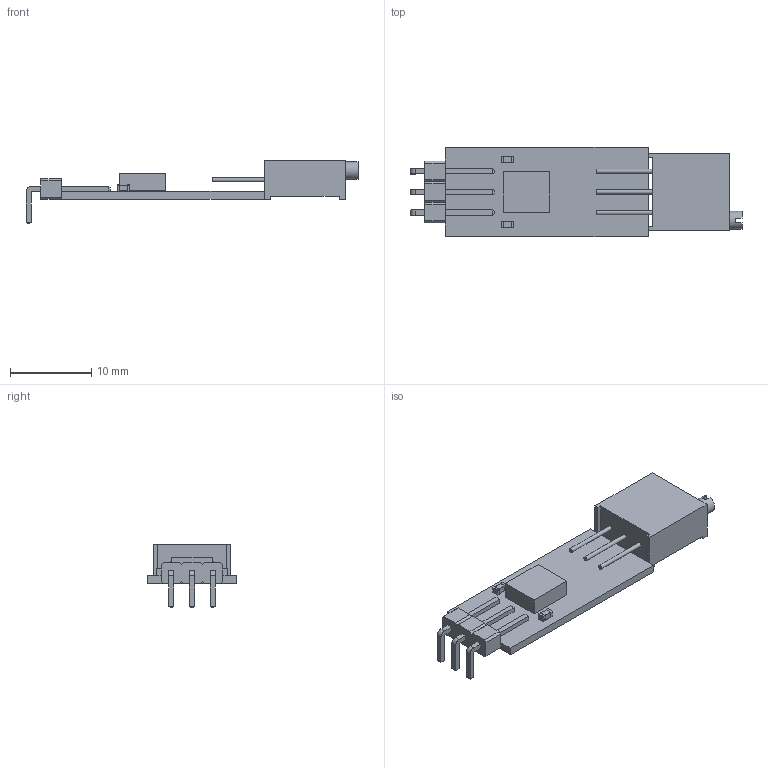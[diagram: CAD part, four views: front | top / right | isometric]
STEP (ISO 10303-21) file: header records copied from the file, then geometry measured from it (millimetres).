
FILE_DESCRIPTION(/* description */ (''),/* implementation_level */ '2;1');
FILE_NAME(/* name */ 'AE-LXDC55-2 v3.step',/* time_stamp */ '2021-04-29T08:54:23+09:00',/* author */ (''),/* organization */ (''),/* preprocessor_version */ 'ST-DEVELOPER v18.1',/* originating_system */ 'Autodesk Translation Framework v10.6.0.1341',/* authorisation */ '');
FILE_SCHEMA (('AUTOMOTIVE_DESIGN { 1 0 10303 214 3 1 1 }'));
Length unit declared in the file: millimetre
Products named in the file (6): AE-LXDC55-2; C_0603_1608Metric; LXDC55FAAA-203; Body; Pins; 3296W
Assembly tree (6 placements, depth 3):
  AE-LXDC55-2
    C_0603_1608Metric  x2
    LXDC55FAAA-203
      Body
      Pins
    3296W
Bounding box: 40.92 x 11 x 7.83 mm (x, y, z)
Volume: 814.4 mm3; surface area: 1305.6 mm2
Topology: 19 solids, 19 shells, 266 faces, 631 edges, 414 vertices
Faces by surface type: plane 235, cylinder 31
Full cylindrical faces by diameter (mm): 0.508 x3, 2.184 x1
Entity records: 7031 total; most frequent: CARTESIAN_POINT 1176, ORIENTED_EDGE 1118, DIRECTION 1103, EDGE_CURVE 559, LINE 517, VECTOR 517, VERTEX_POINT 366, AXIS2_PLACEMENT_3D 293
